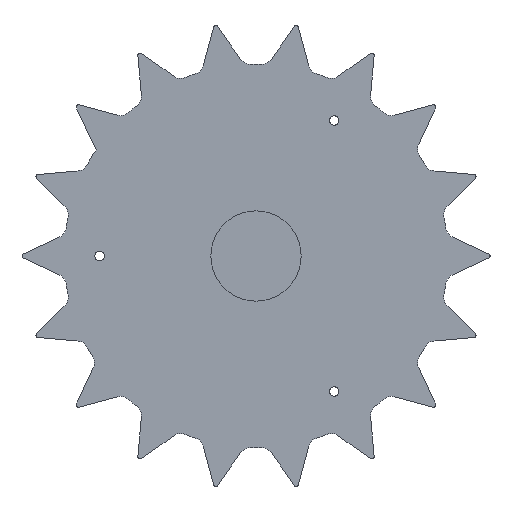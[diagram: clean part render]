
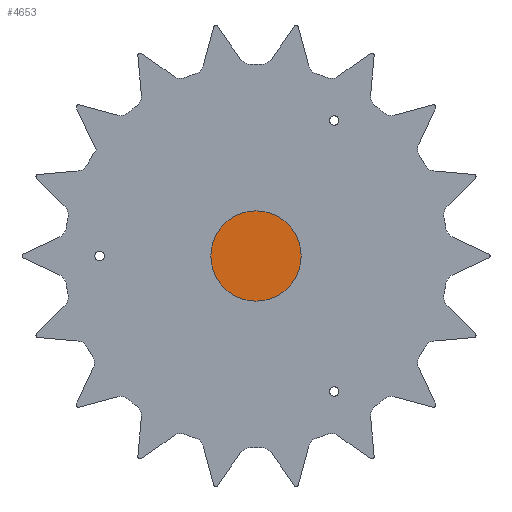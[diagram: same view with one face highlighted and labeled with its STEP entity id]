
A CAD part, left-side view. The second image highlights one B-rep face of the part: STEP entity #4653.
In plain terms, the highlighted planar face has unit normal (-1, 0, 0).
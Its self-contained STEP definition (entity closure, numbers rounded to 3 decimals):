
#1025=FACE_OUTER_BOUND('',#1300,.T.);
#1300=EDGE_LOOP('',(#3076));
#1583=CIRCLE('',#4946,20.);
#1853=VERTEX_POINT('',#6767);
#2332=EDGE_CURVE('',#1853,#1853,#1583,.T.);
#3076=ORIENTED_EDGE('',*,*,#2332,.F.);
#4564=PLANE('',#4945);
#4653=ADVANCED_FACE('',(#1025),#4564,.F.);
#4945=AXIS2_PLACEMENT_3D('',#6766,#5441,#5442);
#4946=AXIS2_PLACEMENT_3D('',#6768,#5443,#5444);
#5441=DIRECTION('center_axis',(1.,0.,0.));
#5442=DIRECTION('ref_axis',(0.,0.866,0.5));
#5443=DIRECTION('center_axis',(1.,0.,0.));
#5444=DIRECTION('ref_axis',(0.,0.,1.));
#6766=CARTESIAN_POINT('Origin',(3.,-47.365,82.038));
#6767=CARTESIAN_POINT('',(3.,0.,-20.));
#6768=CARTESIAN_POINT('Origin',(3.,0.,0.));
